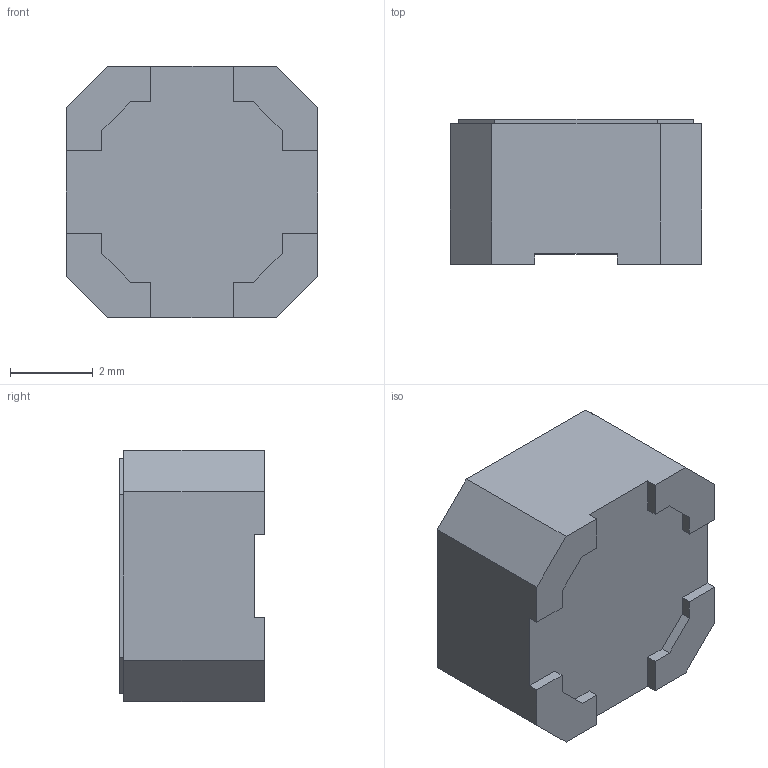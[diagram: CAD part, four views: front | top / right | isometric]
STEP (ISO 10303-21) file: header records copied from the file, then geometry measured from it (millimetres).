
FILE_DESCRIPTION (( 'STEP AP214' ), '1' );
FILE_NAME ('Coilcraft-LPD6235.STEP', '2018-12-31T13:04:38', ( '' ), ( '' ), 'SwSTEP 2.0', 'SolidWorks 2018', '' );
FILE_SCHEMA (( 'AUTOMOTIVE_DESIGN' ));
Length unit declared in the file: millimetre
Products named in the file (1): Coilcraft-LPD6235
Bounding box: 6.08 x 3.5 x 6.08 mm (x, y, z)
Volume: 115.7 mm3; surface area: 148.4 mm2
Topology: 1 solids, 1 shells, 138 faces, 362 edges, 234 vertices
Faces by surface type: plane 109, bspline 27, cylinder 2
Entity records: 6096 total; most frequent: CARTESIAN_POINT 1334, ORIENTED_EDGE 724, DIRECTION 536, EDGE_CURVE 362, LINE 304, VECTOR 304, VERTEX_POINT 234, EDGE_LOOP 146
